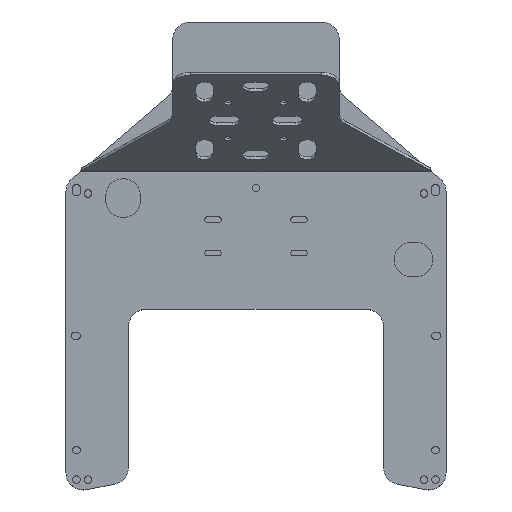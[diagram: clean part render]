
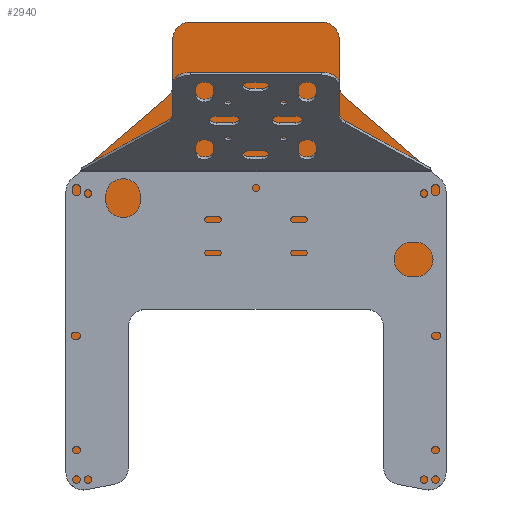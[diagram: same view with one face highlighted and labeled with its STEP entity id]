
A CAD part, top view. The second image highlights one B-rep face of the part: STEP entity #2940.
In plain terms, the highlighted planar face has unit normal (0, 0, 1).
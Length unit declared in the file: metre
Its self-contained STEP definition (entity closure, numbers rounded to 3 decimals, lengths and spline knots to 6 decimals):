
#156=CIRCLE('',#3228,0.0125);
#157=CIRCLE('',#3229,0.0125);
#158=CIRCLE('',#3230,0.0125);
#159=CIRCLE('',#3231,0.0125);
#160=CIRCLE('',#3232,0.0125);
#161=CIRCLE('',#3233,0.0125);
#162=CIRCLE('',#3234,0.0125);
#163=CIRCLE('',#3235,0.0125);
#164=CIRCLE('',#3236,0.0125);
#165=CIRCLE('',#3237,0.0125);
#166=CIRCLE('',#3238,0.0125);
#167=CIRCLE('',#3239,0.0125);
#977=ORIENTED_EDGE('',*,*,#1421,.F.);
#978=ORIENTED_EDGE('',*,*,#1459,.T.);
#979=ORIENTED_EDGE('',*,*,#1423,.T.);
#980=ORIENTED_EDGE('',*,*,#1460,.T.);
#981=ORIENTED_EDGE('',*,*,#1429,.T.);
#982=ORIENTED_EDGE('',*,*,#1461,.T.);
#983=ORIENTED_EDGE('',*,*,#1433,.T.);
#984=ORIENTED_EDGE('',*,*,#1462,.T.);
#985=ORIENTED_EDGE('',*,*,#1435,.F.);
#986=ORIENTED_EDGE('',*,*,#1463,.T.);
#987=ORIENTED_EDGE('',*,*,#1439,.F.);
#988=ORIENTED_EDGE('',*,*,#1464,.T.);
#989=ORIENTED_EDGE('',*,*,#1443,.T.);
#990=ORIENTED_EDGE('',*,*,#1465,.T.);
#991=ORIENTED_EDGE('',*,*,#1449,.F.);
#992=ORIENTED_EDGE('',*,*,#1466,.T.);
#993=ORIENTED_EDGE('',*,*,#1451,.F.);
#994=ORIENTED_EDGE('',*,*,#1467,.T.);
#995=ORIENTED_EDGE('',*,*,#1455,.T.);
#996=ORIENTED_EDGE('',*,*,#1468,.T.);
#997=ORIENTED_EDGE('',*,*,#1413,.T.);
#998=ORIENTED_EDGE('',*,*,#1469,.T.);
#999=ORIENTED_EDGE('',*,*,#1415,.F.);
#1000=ORIENTED_EDGE('',*,*,#1470,.T.);
#1413=EDGE_CURVE('',#1720,#1719,#1979,.T.);
#1415=EDGE_CURVE('',#1721,#1722,#1981,.T.);
#1421=EDGE_CURVE('',#1727,#1728,#1987,.T.);
#1423=EDGE_CURVE('',#1729,#1730,#1989,.T.);
#1429=EDGE_CURVE('',#1736,#1735,#1995,.T.);
#1433=EDGE_CURVE('',#1740,#1739,#1999,.T.);
#1435=EDGE_CURVE('',#1741,#1742,#2001,.T.);
#1439=EDGE_CURVE('',#1745,#1746,#2005,.T.);
#1443=EDGE_CURVE('',#1749,#1750,#2009,.T.);
#1449=EDGE_CURVE('',#1755,#1756,#2015,.T.);
#1451=EDGE_CURVE('',#1757,#1758,#2017,.T.);
#1455=EDGE_CURVE('',#1761,#1762,#2021,.T.);
#1459=EDGE_CURVE('',#1727,#1729,#156,.T.);
#1460=EDGE_CURVE('',#1730,#1736,#157,.T.);
#1461=EDGE_CURVE('',#1735,#1740,#158,.F.);
#1462=EDGE_CURVE('',#1739,#1742,#159,.F.);
#1463=EDGE_CURVE('',#1741,#1746,#160,.T.);
#1464=EDGE_CURVE('',#1745,#1749,#161,.T.);
#1465=EDGE_CURVE('',#1750,#1756,#162,.T.);
#1466=EDGE_CURVE('',#1755,#1758,#163,.F.);
#1467=EDGE_CURVE('',#1757,#1761,#164,.T.);
#1468=EDGE_CURVE('',#1762,#1720,#165,.T.);
#1469=EDGE_CURVE('',#1719,#1722,#166,.F.);
#1470=EDGE_CURVE('',#1721,#1728,#167,.T.);
#1719=VERTEX_POINT('',#4979);
#1720=VERTEX_POINT('',#4981);
#1721=VERTEX_POINT('',#4985);
#1722=VERTEX_POINT('',#4986);
#1727=VERTEX_POINT('',#4997);
#1728=VERTEX_POINT('',#4999);
#1729=VERTEX_POINT('',#5003);
#1730=VERTEX_POINT('',#5004);
#1735=VERTEX_POINT('',#5015);
#1736=VERTEX_POINT('',#5017);
#1739=VERTEX_POINT('',#5024);
#1740=VERTEX_POINT('',#5026);
#1741=VERTEX_POINT('',#5030);
#1742=VERTEX_POINT('',#5031);
#1745=VERTEX_POINT('',#5039);
#1746=VERTEX_POINT('',#5040);
#1749=VERTEX_POINT('',#5048);
#1750=VERTEX_POINT('',#5049);
#1755=VERTEX_POINT('',#5060);
#1756=VERTEX_POINT('',#5062);
#1757=VERTEX_POINT('',#5066);
#1758=VERTEX_POINT('',#5067);
#1761=VERTEX_POINT('',#5075);
#1762=VERTEX_POINT('',#5076);
#1979=LINE('',#4980,#2239);
#1981=LINE('',#4984,#2241);
#1987=LINE('',#4998,#2247);
#1989=LINE('',#5002,#2249);
#1995=LINE('',#5016,#2255);
#1999=LINE('',#5025,#2259);
#2001=LINE('',#5029,#2261);
#2005=LINE('',#5038,#2265);
#2009=LINE('',#5047,#2269);
#2015=LINE('',#5061,#2275);
#2017=LINE('',#5065,#2277);
#2021=LINE('',#5074,#2281);
#2239=VECTOR('',#3971,1.);
#2241=VECTOR('',#3975,1.);
#2247=VECTOR('',#3983,1.);
#2249=VECTOR('',#3987,1.);
#2255=VECTOR('',#3995,1.);
#2259=VECTOR('',#4001,1.);
#2261=VECTOR('',#4005,1.);
#2265=VECTOR('',#4011,1.);
#2269=VECTOR('',#4017,1.);
#2275=VECTOR('',#4025,1.);
#2277=VECTOR('',#4029,1.);
#2281=VECTOR('',#4035,1.);
#2495=EDGE_LOOP('',(#977,#978,#979,#980,#981,#982,#983,#984,#985,#986,#987,
#988,#989,#990,#991,#992,#993,#994,#995,#996,#997,#998,#999,#1000));
#2719=FACE_BOUND('',#2495,.T.);
#2803=PLANE('',#3227);
#2940=ADVANCED_FACE('',(#2719),#2803,.T.);
#3227=AXIS2_PLACEMENT_3D('',#5082,#4039,#4040);
#3228=AXIS2_PLACEMENT_3D('',#5083,#4041,#4042);
#3229=AXIS2_PLACEMENT_3D('',#5084,#4043,#4044);
#3230=AXIS2_PLACEMENT_3D('',#5085,#4045,#4046);
#3231=AXIS2_PLACEMENT_3D('',#5086,#4047,#4048);
#3232=AXIS2_PLACEMENT_3D('',#5087,#4049,#4050);
#3233=AXIS2_PLACEMENT_3D('',#5088,#4051,#4052);
#3234=AXIS2_PLACEMENT_3D('',#5089,#4053,#4054);
#3235=AXIS2_PLACEMENT_3D('',#5090,#4055,#4056);
#3236=AXIS2_PLACEMENT_3D('',#5091,#4057,#4058);
#3237=AXIS2_PLACEMENT_3D('',#5092,#4059,#4060);
#3238=AXIS2_PLACEMENT_3D('',#5093,#4061,#4062);
#3239=AXIS2_PLACEMENT_3D('',#5094,#4063,#4064);
#3971=DIRECTION('',(0.,-1.,0.));
#3975=DIRECTION('',(0.76,0.649,0.));
#3983=DIRECTION('',(0.,1.,0.));
#3987=DIRECTION('',(0.982,0.191,0.));
#3995=DIRECTION('',(0.,1.,0.));
#4001=DIRECTION('',(1.,0.,0.));
#4005=DIRECTION('',(0.,1.,0.));
#4011=DIRECTION('',(-0.982,0.191,0.));
#4017=DIRECTION('',(0.,1.,0.));
#4025=DIRECTION('',(0.76,-0.649,0.));
#4029=DIRECTION('',(0.,-1.,0.));
#4035=DIRECTION('',(-1.,0.,0.));
#4039=DIRECTION('',(0.,0.,1.));
#4040=DIRECTION('',(1.,0.,0.));
#4041=DIRECTION('',(0.,0.,1.));
#4042=DIRECTION('',(1.,0.,0.));
#4043=DIRECTION('',(0.,0.,1.));
#4044=DIRECTION('',(1.,0.,0.));
#4045=DIRECTION('',(0.,0.,1.));
#4046=DIRECTION('',(1.,0.,0.));
#4047=DIRECTION('',(0.,0.,1.));
#4048=DIRECTION('',(1.,0.,0.));
#4049=DIRECTION('',(0.,0.,1.));
#4050=DIRECTION('',(1.,0.,0.));
#4051=DIRECTION('',(0.,0.,1.));
#4052=DIRECTION('',(1.,0.,0.));
#4053=DIRECTION('',(0.,0.,1.));
#4054=DIRECTION('',(1.,0.,0.));
#4055=DIRECTION('',(0.,0.,1.));
#4056=DIRECTION('',(1.,0.,0.));
#4057=DIRECTION('',(0.,0.,1.));
#4058=DIRECTION('',(1.,0.,0.));
#4059=DIRECTION('',(0.,0.,1.));
#4060=DIRECTION('',(1.,0.,0.));
#4061=DIRECTION('',(0.,0.,1.));
#4062=DIRECTION('',(1.,0.,0.));
#4063=DIRECTION('',(0.,0.,1.));
#4064=DIRECTION('',(1.,0.,0.));
#4979=CARTESIAN_POINT('',(-0.06,0.124962,0.0025));
#4980=CARTESIAN_POINT('',(-0.06,0.1446,0.0025));
#4981=CARTESIAN_POINT('',(-0.06,0.1575,0.0025));
#4984=CARTESIAN_POINT('',(-0.0985,0.086316,0.0025));
#4985=CARTESIAN_POINT('',(-0.132618,0.057175,0.0025));
#4986=CARTESIAN_POINT('',(-0.064382,0.115458,0.0025));
#4997=CARTESIAN_POINT('',(-0.137,-0.154836,0.0025));
#4998=CARTESIAN_POINT('',(-0.137,-0.058284,0.0025));
#4999=CARTESIAN_POINT('',(-0.137,0.04767,0.0025));
#5002=CARTESIAN_POINT('',(-0.1145,-0.165626,0.0025));
#5003=CARTESIAN_POINT('',(-0.122115,-0.167107,0.0025));
#5004=CARTESIAN_POINT('',(-0.102115,-0.163219,0.0025));
#5015=CARTESIAN_POINT('',(-0.092,-0.04962,0.0025));
#5016=CARTESIAN_POINT('',(-0.092,-0.099186,0.0025));
#5017=CARTESIAN_POINT('',(-0.092,-0.150949,0.0025));
#5024=CARTESIAN_POINT('',(0.0795,-0.03712,0.0025));
#5025=CARTESIAN_POINT('',(0.,-0.03712,0.0025));
#5026=CARTESIAN_POINT('',(-0.0795,-0.03712,0.0025));
#5029=CARTESIAN_POINT('',(0.092,-0.099186,0.0025));
#5030=CARTESIAN_POINT('',(0.092,-0.150949,0.0025));
#5031=CARTESIAN_POINT('',(0.092,-0.04962,0.0025));
#5038=CARTESIAN_POINT('',(0.1145,-0.165626,0.0025));
#5039=CARTESIAN_POINT('',(0.122115,-0.167107,0.0025));
#5040=CARTESIAN_POINT('',(0.102115,-0.163219,0.0025));
#5047=CARTESIAN_POINT('',(0.137,-0.058284,0.0025));
#5048=CARTESIAN_POINT('',(0.137,-0.154836,0.0025));
#5049=CARTESIAN_POINT('',(0.137,0.04767,0.0025));
#5060=CARTESIAN_POINT('',(0.064382,0.115458,0.0025));
#5061=CARTESIAN_POINT('',(0.0985,0.086316,0.0025));
#5062=CARTESIAN_POINT('',(0.132618,0.057175,0.0025));
#5065=CARTESIAN_POINT('',(0.06,0.1446,0.0025));
#5066=CARTESIAN_POINT('',(0.06,0.1575,0.0025));
#5067=CARTESIAN_POINT('',(0.06,0.124962,0.0025));
#5074=CARTESIAN_POINT('',(0.,0.17,0.0025));
#5075=CARTESIAN_POINT('',(0.0475,0.17,0.0025));
#5076=CARTESIAN_POINT('',(-0.0475,0.17,0.0025));
#5082=CARTESIAN_POINT('',(0.,0.,0.0025));
#5083=CARTESIAN_POINT('',(-0.1245,-0.154836,0.0025));
#5084=CARTESIAN_POINT('',(-0.1045,-0.150949,0.0025));
#5085=CARTESIAN_POINT('',(-0.0795,-0.04962,0.0025));
#5086=CARTESIAN_POINT('',(0.0795,-0.04962,0.0025));
#5087=CARTESIAN_POINT('',(0.1045,-0.150949,0.0025));
#5088=CARTESIAN_POINT('',(0.1245,-0.154836,0.0025));
#5089=CARTESIAN_POINT('',(0.1245,0.04767,0.0025));
#5090=CARTESIAN_POINT('',(0.0725,0.124962,0.0025));
#5091=CARTESIAN_POINT('',(0.0475,0.1575,0.0025));
#5092=CARTESIAN_POINT('',(-0.0475,0.1575,0.0025));
#5093=CARTESIAN_POINT('',(-0.0725,0.124962,0.0025));
#5094=CARTESIAN_POINT('',(-0.1245,0.04767,0.0025));
